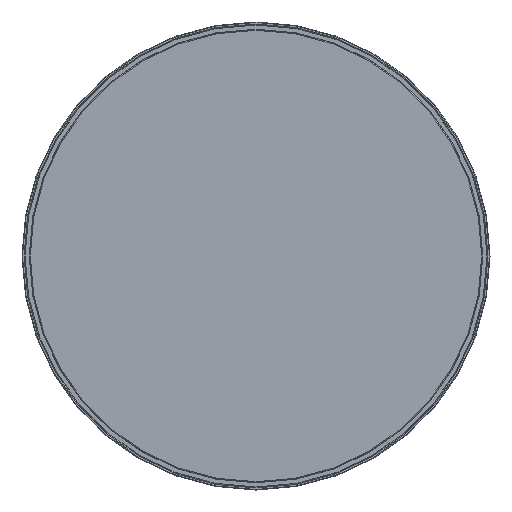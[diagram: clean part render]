
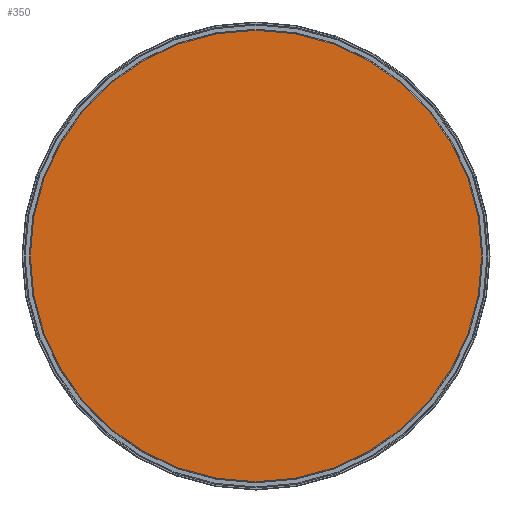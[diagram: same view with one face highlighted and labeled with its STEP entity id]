
A CAD part, left-side view. The second image highlights one B-rep face of the part: STEP entity #350.
In plain terms, the highlighted planar face has unit normal (-1, 0, 0).
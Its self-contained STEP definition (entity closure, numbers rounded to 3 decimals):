
#33=PLANE('',#419);
#46=FACE_OUTER_BOUND('',#68,.T.);
#68=EDGE_LOOP('',(#288,#289));
#122=CIRCLE('',#417,217.);
#123=CIRCLE('',#418,217.);
#165=VERTEX_POINT('',#650);
#166=VERTEX_POINT('',#652);
#212=EDGE_CURVE('',#165,#166,#122,.T.);
#213=EDGE_CURVE('',#166,#165,#123,.T.);
#288=ORIENTED_EDGE('',*,*,#213,.F.);
#289=ORIENTED_EDGE('',*,*,#212,.F.);
#350=ADVANCED_FACE('',(#46),#33,.T.);
#417=AXIS2_PLACEMENT_3D('',#653,#526,#527);
#418=AXIS2_PLACEMENT_3D('',#654,#528,#529);
#419=AXIS2_PLACEMENT_3D('',#655,#530,#531);
#526=DIRECTION('center_axis',(1.,0.,0.));
#527=DIRECTION('ref_axis',(0.,-1.,0.));
#528=DIRECTION('center_axis',(1.,0.,0.));
#529=DIRECTION('ref_axis',(0.,-1.,0.));
#530=DIRECTION('center_axis',(-1.,0.,0.));
#531=DIRECTION('ref_axis',(0.,0.,1.));
#650=CARTESIAN_POINT('',(0.,0.,217.));
#652=CARTESIAN_POINT('',(0.,217.,0.));
#653=CARTESIAN_POINT('Origin',(0.,0.,0.));
#654=CARTESIAN_POINT('Origin',(0.,0.,0.));
#655=CARTESIAN_POINT('Origin',(0.,217.5,0.));
